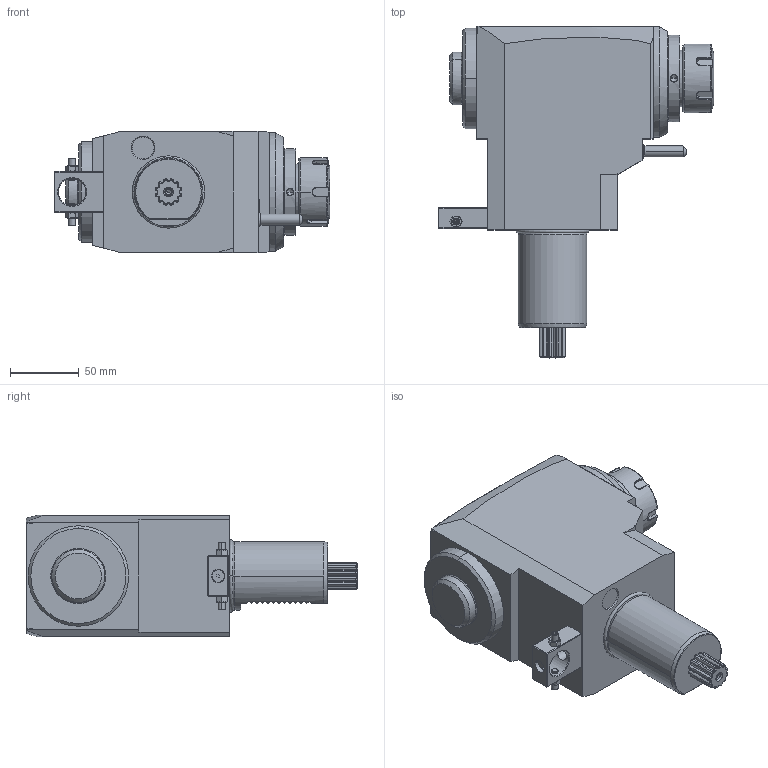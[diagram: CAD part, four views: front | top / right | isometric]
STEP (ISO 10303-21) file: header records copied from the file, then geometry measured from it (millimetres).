
FILE_DESCRIPTION((''),'2;1');
FILE_NAME('NGT1_50_211_32_3_1_110','2023-04-07T',('vali'),('NOVA GRUP'),'PRO/ENGINEER BY PARAMETRIC TECHNOLOGY CORPORATION, 2010280','PRO/ENGINEER BY PARAMETRIC TECHNOLOGY CORPORATION, 2010280','');
FILE_SCHEMA(('CONFIG_CONTROL_DESIGN'));
Length unit declared in the file: millimetre
Products named in the file (1): NGT1_50_211_32_3_1_110
Bounding box: 200.1 x 241 x 88 mm (x, y, z)
Volume: 1814875.7 mm3; surface area: 113657.3 mm2
Topology: 1 solids, 1 shells, 475 faces, 1236 edges, 765 vertices
Faces by surface type: plane 190, cylinder 140, cone 88, bspline 42, torus 11, extrusion 2, sphere 2
Entity records: 20905 total; most frequent: CARTESIAN_POINT 10077, ORIENTED_EDGE 2428, DIRECTION 1944, EDGE_CURVE 1214, VERTEX_POINT 765, AXIS2_PLACEMENT_3D 689, VECTOR 566, LINE 564
